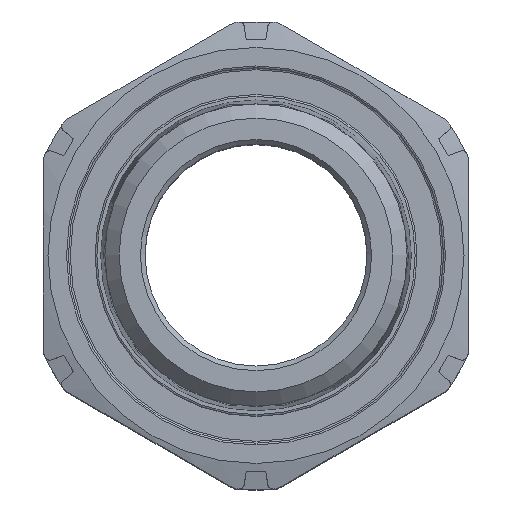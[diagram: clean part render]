
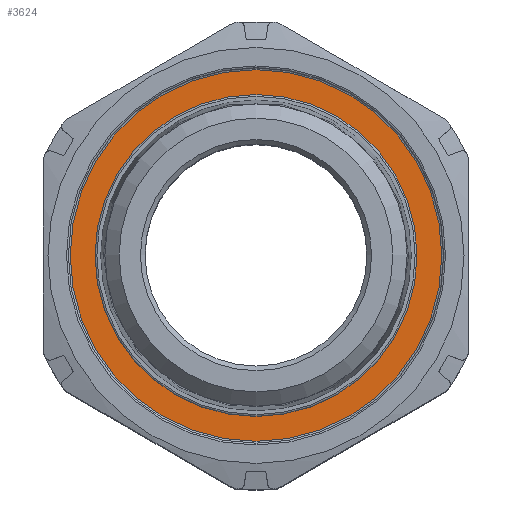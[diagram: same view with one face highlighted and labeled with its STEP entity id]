
A CAD part, top view. The second image highlights one B-rep face of the part: STEP entity #3624.
In plain terms, the highlighted planar face has unit normal (0, 0, 1).
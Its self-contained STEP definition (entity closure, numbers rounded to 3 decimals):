
#164 = EDGE_LOOP ( 'NONE', ( #2147 ) ) ;
#210 = AXIS2_PLACEMENT_3D ( 'NONE', #368, #1312, #978 ) ;
#242 = CARTESIAN_POINT ( 'NONE',  ( 0., 20.3, 33.6 ) ) ;
#368 = CARTESIAN_POINT ( 'NONE',  ( 0., 0., 33.6 ) ) ;
#383 = EDGE_CURVE ( 'NONE', #3951, #3951, #3384, .T. ) ;
#405 = FACE_BOUND ( 'NONE', #3932, .T. ) ;
#447 = EDGE_CURVE ( 'NONE', #2634, #2634, #2670, .T. ) ;
#563 = DIRECTION ( 'NONE',  ( -1., 0., 0. ) ) ;
#909 = DIRECTION ( 'NONE',  ( -1., 0., 0. ) ) ;
#978 = DIRECTION ( 'NONE',  ( -1., 0., 0. ) ) ;
#1312 = DIRECTION ( 'NONE',  ( 0., 0., 1. ) ) ;
#1437 = CARTESIAN_POINT ( 'NONE',  ( -17.352, 0., 33.6 ) ) ;
#1495 = AXIS2_PLACEMENT_3D ( 'NONE', #4115, #2559, #909 ) ;
#1760 = FACE_OUTER_BOUND ( 'NONE', #164, .T. ) ;
#2147 = ORIENTED_EDGE ( 'NONE', *, *, #447, .T. ) ;
#2452 = CARTESIAN_POINT ( 'NONE',  ( -20.1, 0., 33.6 ) ) ;
#2472 = PLANE ( 'NONE',  #3125 ) ;
#2483 = DIRECTION ( 'NONE',  ( 0., 0., -1. ) ) ;
#2559 = DIRECTION ( 'NONE',  ( 0., 0., -1. ) ) ;
#2634 = VERTEX_POINT ( 'NONE', #2452 ) ;
#2670 = CIRCLE ( 'NONE', #210, 20.1 ) ;
#3096 = ORIENTED_EDGE ( 'NONE', *, *, #383, .T. ) ;
#3125 = AXIS2_PLACEMENT_3D ( 'NONE', #242, #2483, #563 ) ;
#3384 = CIRCLE ( 'NONE', #1495, 17.352 ) ;
#3624 = ADVANCED_FACE ( 'NONE', ( #405, #1760 ), #2472, .F. ) ;
#3932 = EDGE_LOOP ( 'NONE', ( #3096 ) ) ;
#3951 = VERTEX_POINT ( 'NONE', #1437 ) ;
#4115 = CARTESIAN_POINT ( 'NONE',  ( 0., 0., 33.6 ) ) ;
